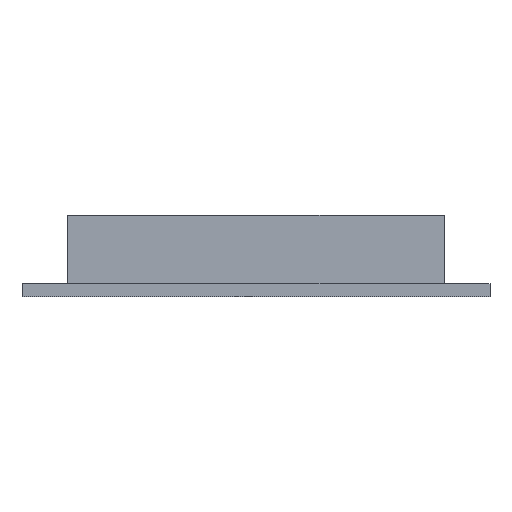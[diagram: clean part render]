
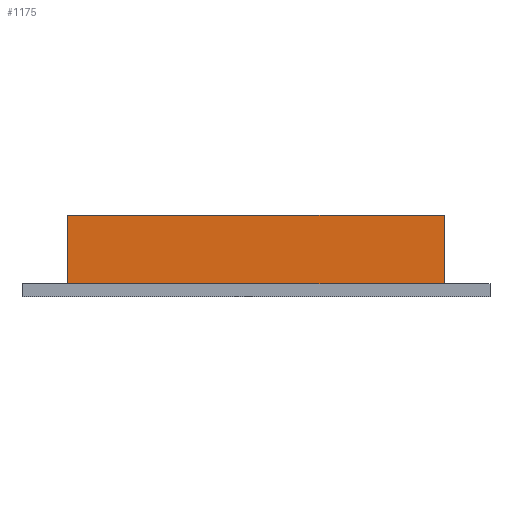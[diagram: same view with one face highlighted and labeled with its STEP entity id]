
A CAD part, front view. The second image highlights one B-rep face of the part: STEP entity #1175.
In plain terms, the highlighted planar face has unit normal (0, -1, 0).
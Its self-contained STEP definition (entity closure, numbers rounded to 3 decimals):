
#45 = DIRECTION ( 'NONE',  ( 0., 0., -1. ) ) ;
#65 = EDGE_LOOP ( 'NONE', ( #916, #97, #1166, #675 ) ) ;
#67 = CARTESIAN_POINT ( 'NONE',  ( -14.455, -36.34, 6.25 ) ) ;
#76 = LINE ( 'NONE', #532, #633 ) ;
#97 = ORIENTED_EDGE ( 'NONE', *, *, #142, .F. ) ;
#134 = VECTOR ( 'NONE', #1065, 1000. ) ;
#140 = CARTESIAN_POINT ( 'NONE',  ( -14.455, -36.34, 6.25 ) ) ;
#142 = EDGE_CURVE ( 'NONE', #352, #534, #523, .T. ) ;
#180 = CARTESIAN_POINT ( 'NONE',  ( 14.438, -36.34, 6.25 ) ) ;
#193 = DIRECTION ( 'NONE',  ( 1., 0., 0. ) ) ;
#203 = VERTEX_POINT ( 'NONE', #703 ) ;
#235 = EDGE_CURVE ( 'NONE', #275, #203, #337, .T. ) ;
#238 = DIRECTION ( 'NONE',  ( 0., 0., 1. ) ) ;
#275 = VERTEX_POINT ( 'NONE', #67 ) ;
#294 = AXIS2_PLACEMENT_3D ( 'NONE', #140, #1063, #238 ) ;
#337 = LINE ( 'NONE', #713, #134 ) ;
#352 = VERTEX_POINT ( 'NONE', #180 ) ;
#370 = CARTESIAN_POINT ( 'NONE',  ( -14.455, -36.34, 6.25 ) ) ;
#422 = CARTESIAN_POINT ( 'NONE',  ( 14.438, -36.34, 6.25 ) ) ;
#445 = DIRECTION ( 'NONE',  ( 1., 0., 0. ) ) ;
#523 = LINE ( 'NONE', #422, #871 ) ;
#529 = EDGE_CURVE ( 'NONE', #275, #352, #1014, .T. ) ;
#532 = CARTESIAN_POINT ( 'NONE',  ( -14.455, -36.34, 1. ) ) ;
#534 = VERTEX_POINT ( 'NONE', #661 ) ;
#600 = FACE_OUTER_BOUND ( 'NONE', #65, .T. ) ;
#633 = VECTOR ( 'NONE', #445, 1000. ) ;
#661 = CARTESIAN_POINT ( 'NONE',  ( 14.438, -36.34, 1. ) ) ;
#675 = ORIENTED_EDGE ( 'NONE', *, *, #235, .T. ) ;
#688 = EDGE_CURVE ( 'NONE', #203, #534, #76, .T. ) ;
#703 = CARTESIAN_POINT ( 'NONE',  ( -14.455, -36.34, 1. ) ) ;
#713 = CARTESIAN_POINT ( 'NONE',  ( -14.455, -36.34, 6.25 ) ) ;
#751 = VECTOR ( 'NONE', #193, 1000. ) ;
#871 = VECTOR ( 'NONE', #45, 1000. ) ;
#916 = ORIENTED_EDGE ( 'NONE', *, *, #688, .T. ) ;
#969 = PLANE ( 'NONE',  #294 ) ;
#1014 = LINE ( 'NONE', #370, #751 ) ;
#1063 = DIRECTION ( 'NONE',  ( 0., 1., 0. ) ) ;
#1065 = DIRECTION ( 'NONE',  ( 0., 0., -1. ) ) ;
#1166 = ORIENTED_EDGE ( 'NONE', *, *, #529, .F. ) ;
#1175 = ADVANCED_FACE ( 'NONE', ( #600 ), #969, .F. ) ;
